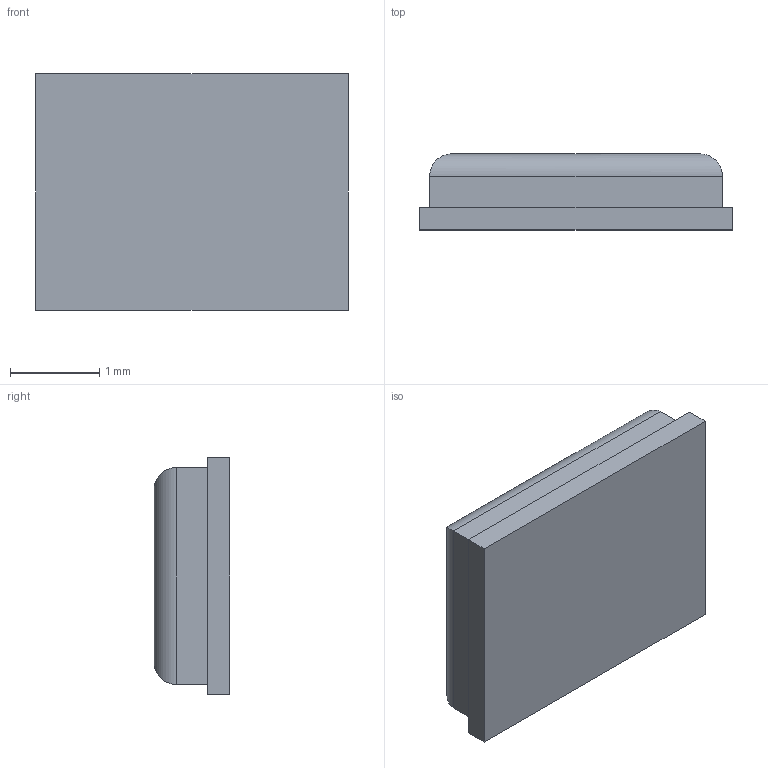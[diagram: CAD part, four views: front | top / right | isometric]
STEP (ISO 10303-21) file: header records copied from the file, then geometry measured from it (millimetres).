
FILE_DESCRIPTION (( 'STEP AP214' ), '1' );
FILE_NAME ('Knowles-SPH0644HM4H-1.STEP', '2020-03-08T19:04:21', ( '' ), ( '' ), 'SwSTEP 2.0', 'SolidWorks 2018', '' );
FILE_SCHEMA (( 'AUTOMOTIVE_DESIGN' ));
Length unit declared in the file: millimetre
Products named in the file (1): Knowles-SPH0644HM4H-1
Bounding box: 3.5 x 0.85 x 2.65 mm (x, y, z)
Volume: 6.8 mm3; surface area: 28 mm2
Topology: 1 solids, 1 shells, 20 faces, 42 edges, 26 vertices
Faces by surface type: plane 12, cylinder 6, torus 2
Entity records: 725 total; most frequent: CARTESIAN_POINT 101, DIRECTION 88, ORIENTED_EDGE 84, EDGE_CURVE 42, VECTOR 30, LINE 30, AXIS2_PLACEMENT_3D 29, VERTEX_POINT 26
